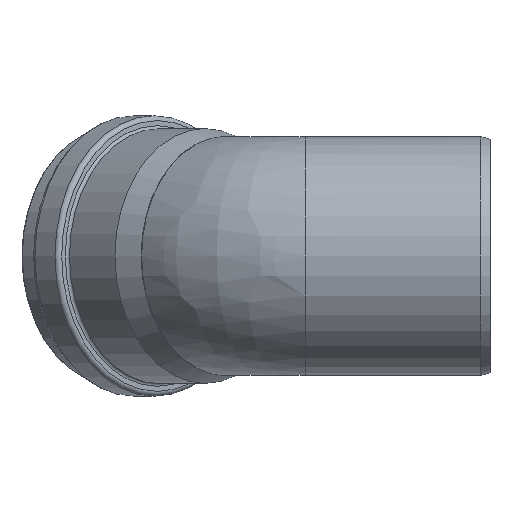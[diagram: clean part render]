
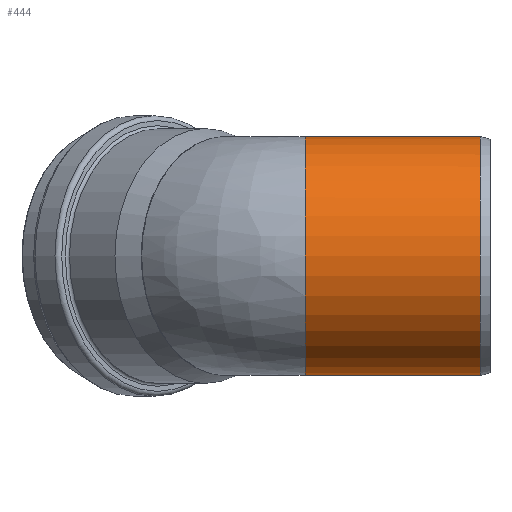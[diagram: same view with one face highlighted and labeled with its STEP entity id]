
A CAD part, left-side view. The second image highlights one B-rep face of the part: STEP entity #444.
In plain terms, the highlighted cylindrical face has radius 100.1 mm (diameter 200.2 mm), a full revolution.
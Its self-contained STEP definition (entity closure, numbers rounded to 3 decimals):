
#45=FACE_BOUND('',#176,.T.);
#82=CIRCLE('',#487,100.1);
#83=CIRCLE('',#488,100.1);
#122=CYLINDRICAL_SURFACE('',#486,100.1);
#134=FACE_OUTER_BOUND('',#175,.T.);
#175=EDGE_LOOP('',(#354,#355));
#176=EDGE_LOOP('',(#356));
#256=B_SPLINE_CURVE_WITH_KNOTS('',3,(#826,#827,#828,#829,#830,#831),
 .UNSPECIFIED.,.F.,.F.,(4,1,1,4),(22.069,24.45,26.883,
30.48),.UNSPECIFIED.);
#262=VERTEX_POINT('',#812);
#263=VERTEX_POINT('',#825);
#264=VERTEX_POINT('',#846);
#305=EDGE_CURVE('',#262,#263,#256,.T.);
#307=EDGE_CURVE('',#263,#262,#82,.T.);
#308=EDGE_CURVE('',#264,#264,#83,.T.);
#354=ORIENTED_EDGE('',*,*,#305,.F.);
#355=ORIENTED_EDGE('',*,*,#307,.F.);
#356=ORIENTED_EDGE('',*,*,#308,.T.);
#444=ADVANCED_FACE('',(#134,#45),#122,.T.);
#486=AXIS2_PLACEMENT_3D('',#844,#567,#568);
#487=AXIS2_PLACEMENT_3D('',#845,#569,#570);
#488=AXIS2_PLACEMENT_3D('',#847,#571,#572);
#567=DIRECTION('center_axis',(0.,1.,0.));
#568=DIRECTION('ref_axis',(1.,0.,0.));
#569=DIRECTION('center_axis',(0.,1.,0.));
#570=DIRECTION('ref_axis',(1.,0.,0.));
#571=DIRECTION('center_axis',(0.,1.,0.));
#572=DIRECTION('ref_axis',(1.,0.,0.));
#812=CARTESIAN_POINT('',(91.854,154.882,39.785));
#825=CARTESIAN_POINT('',(91.854,154.882,-39.785));
#826=CARTESIAN_POINT('Ctrl Pts',(91.854,154.882,39.785));
#827=CARTESIAN_POINT('Ctrl Pts',(94.876,153.195,32.808));
#828=CARTESIAN_POINT('Ctrl Pts',(99.441,150.704,17.817));
#829=CARTESIAN_POINT('Ctrl Pts',(101.116,149.808,-9.871));
#830=CARTESIAN_POINT('Ctrl Pts',(96.419,152.334,-29.243));
#831=CARTESIAN_POINT('Ctrl Pts',(91.854,154.882,-39.785));
#844=CARTESIAN_POINT('Origin',(0.,0.,0.));
#845=CARTESIAN_POINT('Origin',(0.,154.882,0.));
#846=CARTESIAN_POINT('',(-100.1,8.,0.));
#847=CARTESIAN_POINT('Origin',(0.,8.,0.));
